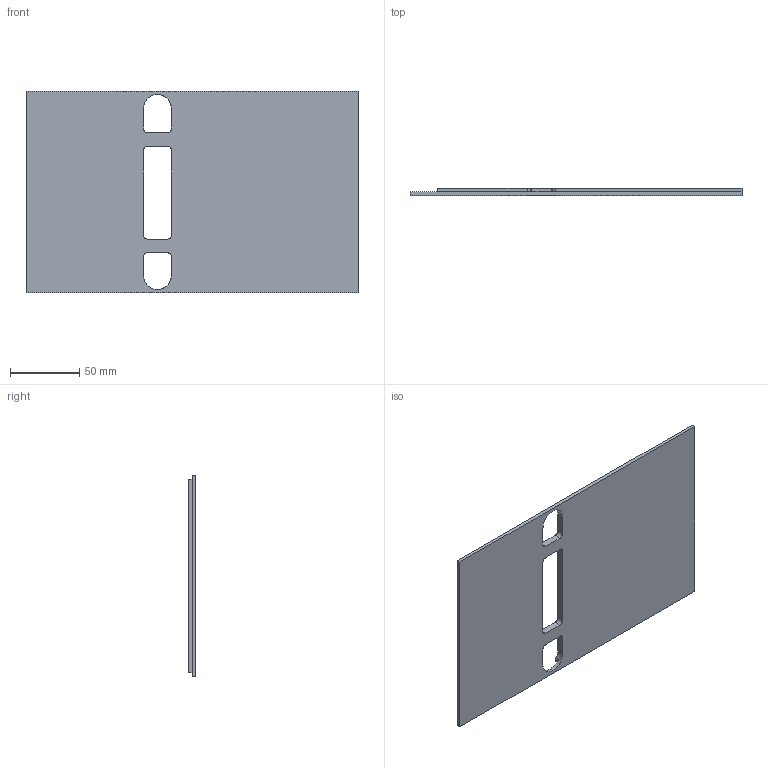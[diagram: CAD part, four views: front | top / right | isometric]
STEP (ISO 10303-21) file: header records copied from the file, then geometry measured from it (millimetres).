
FILE_DESCRIPTION (( 'STEP AP214' ), '1' );
FILE_NAME ('E04_1.0(pt 2).STEP', '2025-07-24T21:28:13', ( '' ), ( '' ), 'SwSTEP 2.0', 'SolidWorks 2024', '' );
FILE_SCHEMA (( 'AUTOMOTIVE_DESIGN' ));
Length unit declared in the file: centimetre
Products named in the file (1): E04_1.0(pt 2)
Bounding box: 240 x 5 x 146 mm (x, y, z)
Volume: 152917.4 mm3; surface area: 70697.3 mm2
Topology: 1 solids, 1 shells, 37 faces, 111 edges, 74 vertices
Faces by surface type: plane 22, cylinder 15
Entity records: 1294 total; most frequent: CARTESIAN_POINT 223, ORIENTED_EDGE 222, DIRECTION 221, EDGE_CURVE 111, VECTOR 77, LINE 77, VERTEX_POINT 74, AXIS2_PLACEMENT_3D 72
